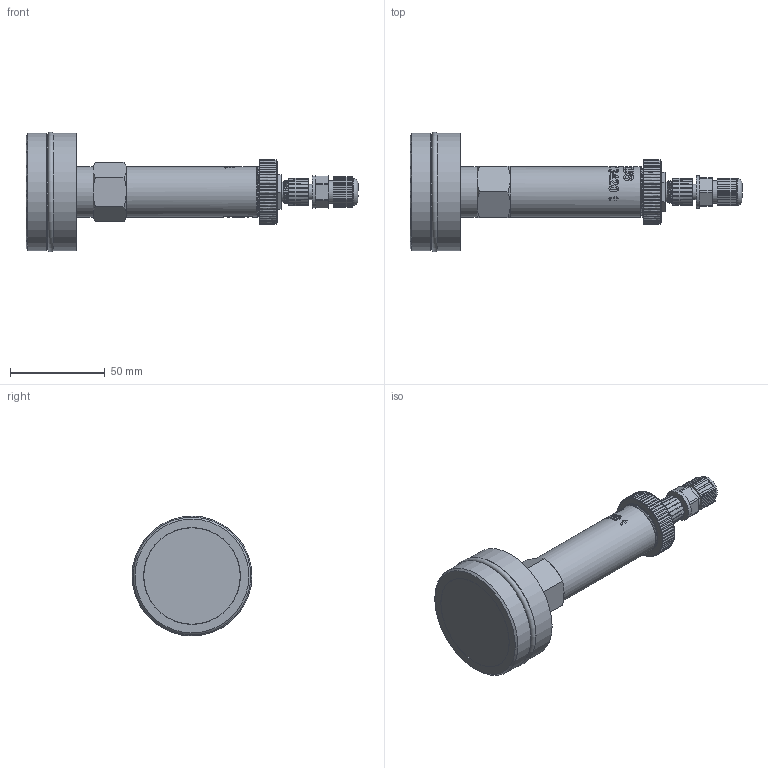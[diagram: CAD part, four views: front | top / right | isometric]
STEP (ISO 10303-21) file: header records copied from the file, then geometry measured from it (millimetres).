
FILE_DESCRIPTION(/* description */ (''),/* implementation_level */ '2;1');
FILE_NAME(/* name */ 'APZ3420t_G51_M12x1-straight.step',/* time_stamp */ '2021-07-12T11:57:09+03:00',/* author */ (''),/* organization */ (''),/* preprocessor_version */ 'ST-DEVELOPER v18.1',/* originating_system */ 'Autodesk Translation Framework v10.9.0.1377',/* authorisation */ '');
FILE_SCHEMA (('AUTOMOTIVE_DESIGN { 1 0 10303 214 3 1 1 }'));
Products named in the file (6): АПЗ 3420 t -filled; OMAL nut M27x1.5 v8; Ш100.000.002 v4; M12x1 male v16; M12x1 female straight v9; G51
Assembly tree (5 placements, depth 2):
  АПЗ 3420 t -filled
    OMAL nut M27x1.5 v8
    Ш100.000.002 v4
    M12x1 male v16
    M12x1 female straight v9
    G51
Bounding box: 175.12 x 63.2 x 63.2 mm (x, y, z)
Volume: 146009.2 mm3; surface area: 41237.5 mm2
Topology: 18 solids, 18 shells, 1026 faces, 2837 edges, 1895 vertices
Faces by surface type: bspline 488, plane 281, cylinder 194, cone 52, torus 11
Full cylindrical faces by diameter (mm): 1 x12, 1.5 x4, 3.1 x1, 4 x1, 6.779 x15, 7.3 x1, 8 x3, 8.17 x3, 8.2 x1, 10.293 x1, 10.6 x2, 10.741 x6, 11.884 x5, 12 x1, 14 x2, 14.137 x4, 14.526 x3, 15.85 x3, 16.203 x3, 17 x1, 21.4 x2, 22.3 x1, 22.5 x1, 24.5 x1, 25.132 x4, 25.526 x4, 26.5 x5, 27.208 x5, 47.7 x2, 50.9 x3
Entity records: 58119 total; most frequent: CARTESIAN_POINT 35746, ORIENTED_EDGE 5668, DIRECTION 2844, EDGE_CURVE 2834, VERTEX_POINT 1895, B_SPLINE_CURVE_WITH_KNOTS 1352, EDGE_LOOP 1097, LINE 1050
